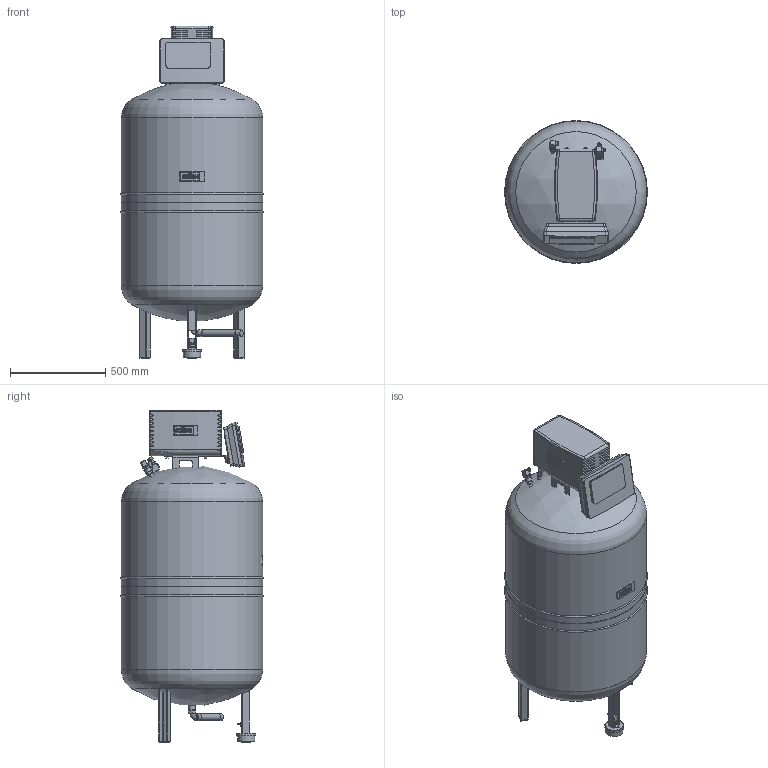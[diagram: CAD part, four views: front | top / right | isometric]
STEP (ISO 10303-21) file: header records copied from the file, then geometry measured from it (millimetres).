
FILE_DESCRIPTION(/* description */ (''),/* implementation_level */ '2;1');
FILE_NAME(/* name */ '3d_ReflexomatRSC500_6bar-8800500.stp',/* time_stamp */ '2018-07-23T12:34:51+02:00',/* author */ ('Andrzej'),/* organization */ (''),/* preprocessor_version */ 'ST-DEVELOPER v16.13',/* originating_system */ 'AutoCAD Mechanical',/* authorisation */ '');
FILE_SCHEMA (('AUTOMOTIVE_DESIGN { 1 0 10303 214 3 1 1 }'));
Length unit declared in the file: millimetre
Products named in the file (1): Product
Bounding box: 748.77 x 748.77 x 1741 mm (x, y, z)
Volume: 512376998.7 mm3; surface area: 6526367 mm2
Topology: 72 solids, 72 shells, 2182 faces, 5607 edges, 3593 vertices
Faces by surface type: plane 1376, cylinder 644, sphere 59, bspline 54, torus 38, cone 11
Full cylindrical faces by diameter (mm): 2 x2, 5 x2, 5.5 x5, 6.5 x1, 7 x5, 9 x6, 9.5 x1, 9.8 x1, 10 x4, 10.5 x8, 11.22 x1, 12 x1, 13 x2, 13.15 x1, 13.5 x1, 13.8 x1, 13.92 x1, 14 x1, 14.8 x1, 15 x2, 16 x12, 17 x9, 17.5 x8, 17.8 x1, 18 x1, 18.5 x2, 19 x10, 19.8 x2, 20 x6, 20.8 x1
Entity records: 67980 total; most frequent: CARTESIAN_POINT 15284, DIRECTION 10902, ORIENTED_EDGE 10632, EDGE_CURVE 5316, LINE 3644, VECTOR 3644, AXIS2_PLACEMENT_3D 3629, VERTEX_POINT 3558
